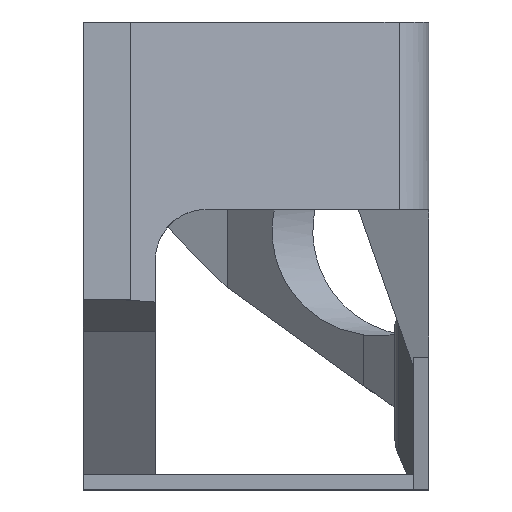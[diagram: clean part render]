
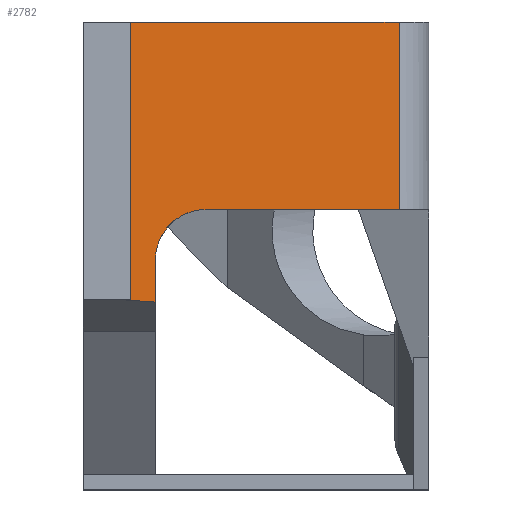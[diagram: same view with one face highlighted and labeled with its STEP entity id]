
A CAD part, top view. The second image highlights one B-rep face of the part: STEP entity #2782.
In plain terms, the highlighted planar face has unit normal (0.085, 0, 0.996).
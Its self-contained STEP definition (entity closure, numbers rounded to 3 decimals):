
#96=ELLIPSE('',#2999,10.037,10.);
#183=PLANE('',#3002);
#310=FACE_OUTER_BOUND('',#459,.T.);
#459=EDGE_LOOP('',(#2349,#2350,#2351,#2352,#2353,#2354,#2355,#2356));
#689=LINE('',#4311,#999);
#724=LINE('',#4386,#1034);
#733=LINE('',#4413,#1043);
#735=LINE('',#4418,#1045);
#736=LINE('',#4420,#1046);
#737=LINE('',#4421,#1047);
#738=LINE('',#4422,#1048);
#999=VECTOR('',#3484,10.);
#1034=VECTOR('',#3551,10.);
#1043=VECTOR('',#3578,10.);
#1045=VECTOR('',#3582,10.);
#1046=VECTOR('',#3583,10.);
#1047=VECTOR('',#3584,10.);
#1048=VECTOR('',#3585,10.);
#1361=VERTEX_POINT('',#4308);
#1362=VERTEX_POINT('',#4310);
#1384=VERTEX_POINT('',#4380);
#1393=VERTEX_POINT('',#4405);
#1394=VERTEX_POINT('',#4406);
#1396=VERTEX_POINT('',#4416);
#1397=VERTEX_POINT('',#4417);
#1398=VERTEX_POINT('',#4419);
#1686=EDGE_CURVE('',#1361,#1362,#689,.T.);
#1724=EDGE_CURVE('',#1362,#1384,#724,.T.);
#1733=EDGE_CURVE('',#1393,#1394,#96,.T.);
#1737=EDGE_CURVE('',#1384,#1393,#733,.T.);
#1739=EDGE_CURVE('',#1396,#1397,#735,.T.);
#1740=EDGE_CURVE('',#1398,#1397,#736,.T.);
#1741=EDGE_CURVE('',#1394,#1398,#737,.T.);
#1742=EDGE_CURVE('',#1361,#1396,#738,.T.);
#2349=ORIENTED_EDGE('',*,*,#1739,.T.);
#2350=ORIENTED_EDGE('',*,*,#1740,.F.);
#2351=ORIENTED_EDGE('',*,*,#1741,.F.);
#2352=ORIENTED_EDGE('',*,*,#1733,.F.);
#2353=ORIENTED_EDGE('',*,*,#1737,.F.);
#2354=ORIENTED_EDGE('',*,*,#1724,.F.);
#2355=ORIENTED_EDGE('',*,*,#1686,.F.);
#2356=ORIENTED_EDGE('',*,*,#1742,.T.);
#2782=ADVANCED_FACE('',(#310),#183,.F.);
#2999=AXIS2_PLACEMENT_3D('',#4407,#3570,#3571);
#3002=AXIS2_PLACEMENT_3D('',#4415,#3580,#3581);
#3484=DIRECTION('',(0.996,0.,-0.085));
#3551=DIRECTION('',(0.,-1.,0.));
#3570=DIRECTION('center_axis',(0.085,0.,0.996));
#3571=DIRECTION('ref_axis',(-0.996,0.,0.085));
#3578=DIRECTION('',(-0.996,0.,0.085));
#3580=DIRECTION('center_axis',(-0.085,0.,-0.996));
#3581=DIRECTION('ref_axis',(0.996,0.,-0.085));
#3582=DIRECTION('',(-0.996,0.,0.085));
#3583=DIRECTION('',(-0.994,0.072,0.085));
#3584=DIRECTION('',(0.,-1.,0.));
#3585=DIRECTION('',(0.,-1.,0.));
#4308=CARTESIAN_POINT('',(-47.44,-15.598,-7.077));
#4310=CARTESIAN_POINT('',(5.437,-15.598,-11.605));
#4311=CARTESIAN_POINT('',(-47.44,-15.598,-7.077));
#4380=CARTESIAN_POINT('',(5.437,-52.437,-11.605));
#4386=CARTESIAN_POINT('',(5.437,-92.437,-11.605));
#4405=CARTESIAN_POINT('',(-32.49,-52.437,-8.357));
#4406=CARTESIAN_POINT('',(-42.49,-62.437,-7.501));
#4407=CARTESIAN_POINT('Origin',(-32.49,-62.437,-8.357));
#4413=CARTESIAN_POINT('',(-47.09,-52.437,-7.107));
#4415=CARTESIAN_POINT('Origin',(-59.69,-18.158,-6.027));
#4416=CARTESIAN_POINT('',(-47.44,-70.095,-7.077));
#4417=CARTESIAN_POINT('',(-50.564,-70.095,-6.809));
#4418=CARTESIAN_POINT('',(-55.506,-70.095,-6.386));
#4419=CARTESIAN_POINT('',(-42.49,-70.676,-7.501));
#4420=CARTESIAN_POINT('',(-62.974,-69.201,-5.746));
#4421=CARTESIAN_POINT('',(-42.49,-45.298,-7.501));
#4422=CARTESIAN_POINT('',(-47.44,-44.127,-7.077));
